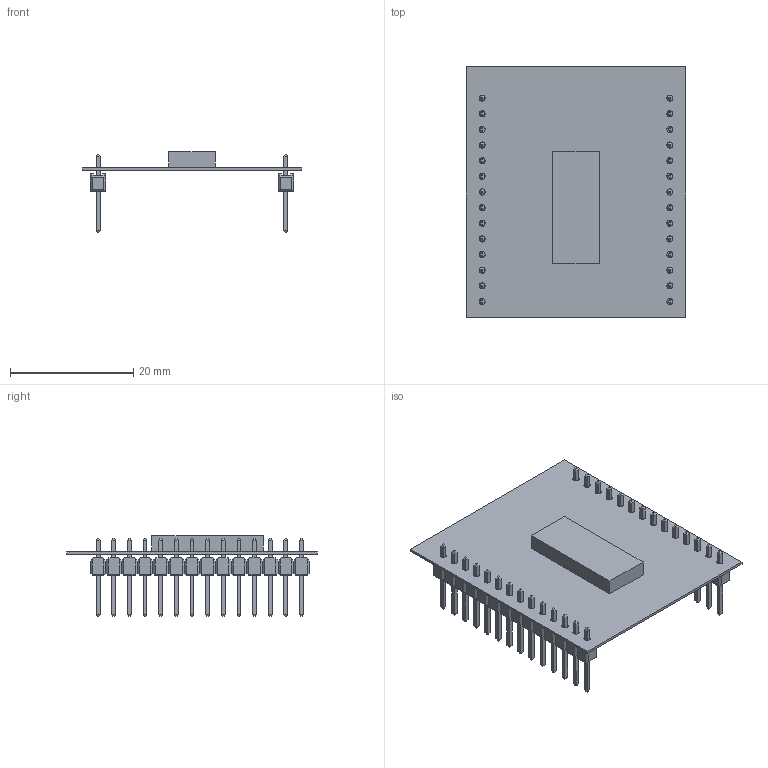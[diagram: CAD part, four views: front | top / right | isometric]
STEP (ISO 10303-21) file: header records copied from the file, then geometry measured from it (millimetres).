
FILE_DESCRIPTION(('Open CASCADE Model'),'2;1');
FILE_NAME('Open CASCADE Shape Model','2021-04-05T12:49:43',('Author'),( 'Open CASCADE'),'Open CASCADE STEP processor 6.8','Open CASCADE 6.8' ,'Unknown');
FILE_SCHEMA(('AUTOMOTIVE_DESIGN { 1 0 10303 214 1 1 1 1 }'));
Length unit declared in the file: millimetre
Products named in the file (11): PCB; Board; Open CASCADE STEP translator 6.8 1.1.1; U1; 6252686896; Extruded; Free-Models; Pin_Header_1x14_TH_Pitch_2.54mm; Open CASCADE STEP translator 6.8 1.3.1.1; Open CASCADE STEP translator 6.8 1.3.1.2; Open CASCADE STEP translator 6.8 1.3.1.3
Assembly tree (11 placements, depth 4):
  PCB
    Board
      Open CASCADE STEP translator 6.8 1.1.1
    U1
      6252686896
        Extruded
    Free-Models
      Pin_Header_1x14_TH_Pitch_2.54mm  x2
        Open CASCADE STEP translator 6.8 1.3.1.1
        Open CASCADE STEP translator 6.8 1.3.1.2
        Open CASCADE STEP translator 6.8 1.3.1.3
Bounding box: 35.56 x 40.64 x 13.15 mm (x, y, z)
Volume: 1073.8 mm3; surface area: 5228.7 mm2
Topology: 30 solids, 58 shells, 1052 faces, 2754 edges, 1770 vertices
Faces by surface type: plane 912, bspline 112, cylinder 28
Full cylindrical faces by diameter (mm): 1 x28
Entity records: 16511 total; most frequent: CARTESIAN_POINT 5415, ORIENTED_EDGE 2744, EDGE_CURVE 1424, B_SPLINE_CURVE_WITH_KNOTS 1323, DIRECTION 1168, VERTEX_POINT 912, FACE_BOUND 630, EDGE_LOOP 630
